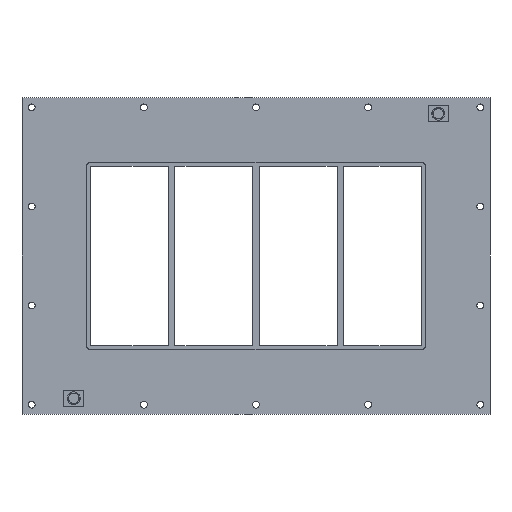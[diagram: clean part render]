
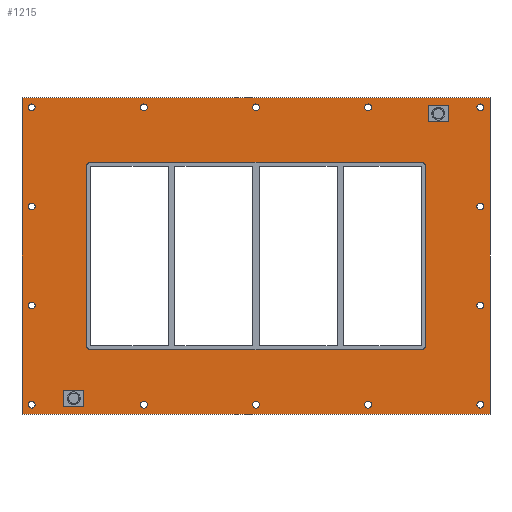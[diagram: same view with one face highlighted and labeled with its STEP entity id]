
A CAD part, front view. The second image highlights one B-rep face of the part: STEP entity #1215.
In plain terms, the highlighted planar face has unit normal (0, -1, 0).
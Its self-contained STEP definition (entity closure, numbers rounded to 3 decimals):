
#84=CARTESIAN_POINT('',(-341.75,0.0,-230.0));
#85=VERTEX_POINT('',#84);
#86=CARTESIAN_POINT('',(-347.,0.0,-230.0));
#87=DIRECTION('',(0.0,1.0,0.0));
#88=DIRECTION('',(1.0,0.0,0.0));
#89=AXIS2_PLACEMENT_3D('',#86,#87,#88);
#90=CIRCLE('',#89,5.25);
#91=EDGE_CURVE('',#85,#85,#90,.T.);
#112=CARTESIAN_POINT('',(352.25,0.0,-76.7));
#113=VERTEX_POINT('',#112);
#114=CARTESIAN_POINT('',(347.,0.0,-76.7));
#115=DIRECTION('',(0.0,1.0,0.0));
#116=DIRECTION('',(1.0,0.0,0.0));
#117=AXIS2_PLACEMENT_3D('',#114,#115,#116);
#118=CIRCLE('',#117,5.25);
#119=EDGE_CURVE('',#113,#113,#118,.T.);
#140=CARTESIAN_POINT('',(-341.75,0.0,-76.7));
#141=VERTEX_POINT('',#140);
#142=CARTESIAN_POINT('',(-347.,0.0,-76.7));
#143=DIRECTION('',(0.0,1.0,0.0));
#144=DIRECTION('',(1.0,0.0,0.0));
#145=AXIS2_PLACEMENT_3D('',#142,#143,#144);
#146=CIRCLE('',#145,5.25);
#147=EDGE_CURVE('',#141,#141,#146,.T.);
#168=CARTESIAN_POINT('',(352.25,0.0,76.6));
#169=VERTEX_POINT('',#168);
#170=CARTESIAN_POINT('',(347.,0.0,76.6));
#171=DIRECTION('',(0.0,1.0,0.0));
#172=DIRECTION('',(1.0,0.0,0.0));
#173=AXIS2_PLACEMENT_3D('',#170,#171,#172);
#174=CIRCLE('',#173,5.25);
#175=EDGE_CURVE('',#169,#169,#174,.T.);
#196=CARTESIAN_POINT('',(-341.75,0.0,76.6));
#197=VERTEX_POINT('',#196);
#198=CARTESIAN_POINT('',(-347.,0.0,76.6));
#199=DIRECTION('',(0.0,1.0,0.0));
#200=DIRECTION('',(1.0,0.0,0.0));
#201=AXIS2_PLACEMENT_3D('',#198,#199,#200);
#202=CIRCLE('',#201,5.25);
#203=EDGE_CURVE('',#197,#197,#202,.T.);
#224=CARTESIAN_POINT('',(-168.25,0.0,229.9));
#225=VERTEX_POINT('',#224);
#226=CARTESIAN_POINT('',(-173.5,0.0,229.9));
#227=DIRECTION('',(0.0,1.0,0.0));
#228=DIRECTION('',(1.0,0.0,0.0));
#229=AXIS2_PLACEMENT_3D('',#226,#227,#228);
#230=CIRCLE('',#229,5.25);
#231=EDGE_CURVE('',#225,#225,#230,.T.);
#252=CARTESIAN_POINT('',(-168.25,0.0,-230.));
#253=VERTEX_POINT('',#252);
#254=CARTESIAN_POINT('',(-173.5,0.0,-230.));
#255=DIRECTION('',(0.0,1.0,0.0));
#256=DIRECTION('',(1.0,0.0,0.0));
#257=AXIS2_PLACEMENT_3D('',#254,#255,#256);
#258=CIRCLE('',#257,5.25);
#259=EDGE_CURVE('',#253,#253,#258,.T.);
#280=CARTESIAN_POINT('',(5.25,0.0,229.9));
#281=VERTEX_POINT('',#280);
#282=CARTESIAN_POINT('',(0.,0.0,229.9));
#283=DIRECTION('',(0.0,1.0,0.0));
#284=DIRECTION('',(1.0,0.0,0.0));
#285=AXIS2_PLACEMENT_3D('',#282,#283,#284);
#286=CIRCLE('',#285,5.25);
#287=EDGE_CURVE('',#281,#281,#286,.T.);
#308=CARTESIAN_POINT('',(5.25,0.0,-230.));
#309=VERTEX_POINT('',#308);
#310=CARTESIAN_POINT('',(0.,0.0,-230.));
#311=DIRECTION('',(0.0,1.0,0.0));
#312=DIRECTION('',(1.0,0.0,0.0));
#313=AXIS2_PLACEMENT_3D('',#310,#311,#312);
#314=CIRCLE('',#313,5.25);
#315=EDGE_CURVE('',#309,#309,#314,.T.);
#336=CARTESIAN_POINT('',(178.75,0.0,229.9));
#337=VERTEX_POINT('',#336);
#338=CARTESIAN_POINT('',(173.5,0.0,229.9));
#339=DIRECTION('',(0.0,1.0,0.0));
#340=DIRECTION('',(1.0,0.0,0.0));
#341=AXIS2_PLACEMENT_3D('',#338,#339,#340);
#342=CIRCLE('',#341,5.25);
#343=EDGE_CURVE('',#337,#337,#342,.T.);
#364=CARTESIAN_POINT('',(178.75,0.0,-230.));
#365=VERTEX_POINT('',#364);
#366=CARTESIAN_POINT('',(173.5,0.0,-230.));
#367=DIRECTION('',(0.0,1.0,0.0));
#368=DIRECTION('',(1.0,0.0,0.0));
#369=AXIS2_PLACEMENT_3D('',#366,#367,#368);
#370=CIRCLE('',#369,5.25);
#371=EDGE_CURVE('',#365,#365,#370,.T.);
#392=CARTESIAN_POINT('',(352.25,0.0,-230.));
#393=VERTEX_POINT('',#392);
#394=CARTESIAN_POINT('',(347.,0.0,-230.));
#395=DIRECTION('',(0.0,1.0,0.0));
#396=DIRECTION('',(1.0,0.0,0.0));
#397=AXIS2_PLACEMENT_3D('',#394,#395,#396);
#398=CIRCLE('',#397,5.25);
#399=EDGE_CURVE('',#393,#393,#398,.T.);
#420=CARTESIAN_POINT('',(-341.75,0.0,229.9));
#421=VERTEX_POINT('',#420);
#422=CARTESIAN_POINT('',(-347.,0.0,229.9));
#423=DIRECTION('',(0.0,1.0,0.0));
#424=DIRECTION('',(1.0,0.0,0.0));
#425=AXIS2_PLACEMENT_3D('',#422,#423,#424);
#426=CIRCLE('',#425,5.25);
#427=EDGE_CURVE('',#421,#421,#426,.T.);
#448=CARTESIAN_POINT('',(352.25,0.0,229.9));
#449=VERTEX_POINT('',#448);
#450=CARTESIAN_POINT('',(347.,0.0,229.9));
#451=DIRECTION('',(0.0,1.0,0.0));
#452=DIRECTION('',(1.0,0.0,0.0));
#453=AXIS2_PLACEMENT_3D('',#450,#451,#452);
#454=CIRCLE('',#453,5.25);
#455=EDGE_CURVE('',#449,#449,#454,.T.);
#1064=CARTESIAN_POINT('',(0.,0.0,0.));
#1065=DIRECTION('',(0.0,1.0,0.0));
#1066=DIRECTION('',(0.0,0.0,1.0));
#1067=AXIS2_PLACEMENT_3D('',#1064,#1065,#1066);
#1068=PLANE('',#1067);
#1069=CARTESIAN_POINT('',(-362.0,0.0,245.0));
#1070=VERTEX_POINT('',#1069);
#1071=CARTESIAN_POINT('',(362.,0.0,245.0));
#1072=VERTEX_POINT('',#1071);
#1073=CARTESIAN_POINT('',(-362.0,0.0,245.0));
#1074=DIRECTION('',(1.0,0.0,0.0));
#1075=VECTOR('',#1074,724.0);
#1076=LINE('',#1073,#1075);
#1077=EDGE_CURVE('',#1070,#1072,#1076,.T.);
#1078=ORIENTED_EDGE('',*,*,#1077,.F.);
#1079=CARTESIAN_POINT('',(-362.0,0.0,-245.));
#1080=VERTEX_POINT('',#1079);
#1081=CARTESIAN_POINT('',(-362.0,0.0,-245.));
#1082=DIRECTION('',(0.0,0.0,1.0));
#1083=VECTOR('',#1082,490.0);
#1084=LINE('',#1081,#1083);
#1085=EDGE_CURVE('',#1080,#1070,#1084,.T.);
#1086=ORIENTED_EDGE('',*,*,#1085,.F.);
#1087=CARTESIAN_POINT('',(362.,0.0,-245.));
#1088=VERTEX_POINT('',#1087);
#1089=CARTESIAN_POINT('',(362.,0.0,-245.));
#1090=DIRECTION('',(-1.0,0.0,0.0));
#1091=VECTOR('',#1090,724.0);
#1092=LINE('',#1089,#1091);
#1093=EDGE_CURVE('',#1088,#1080,#1092,.T.);
#1094=ORIENTED_EDGE('',*,*,#1093,.F.);
#1095=CARTESIAN_POINT('',(362.,0.0,245.0));
#1096=DIRECTION('',(0.0,0.0,-1.0));
#1097=VECTOR('',#1096,490.0);
#1098=LINE('',#1095,#1097);
#1099=EDGE_CURVE('',#1072,#1088,#1098,.T.);
#1100=ORIENTED_EDGE('',*,*,#1099,.F.);
#1101=EDGE_LOOP('',(#1078,#1086,#1094,#1100));
#1102=FACE_OUTER_BOUND('',#1101,.T.);
#1103=ORIENTED_EDGE('',*,*,#91,.T.);
#1104=EDGE_LOOP('',(#1103));
#1105=FACE_BOUND('',#1104,.T.);
#1106=ORIENTED_EDGE('',*,*,#119,.T.);
#1107=EDGE_LOOP('',(#1106));
#1108=FACE_BOUND('',#1107,.T.);
#1109=ORIENTED_EDGE('',*,*,#147,.T.);
#1110=EDGE_LOOP('',(#1109));
#1111=FACE_BOUND('',#1110,.T.);
#1112=ORIENTED_EDGE('',*,*,#175,.T.);
#1113=EDGE_LOOP('',(#1112));
#1114=FACE_BOUND('',#1113,.T.);
#1115=ORIENTED_EDGE('',*,*,#203,.T.);
#1116=EDGE_LOOP('',(#1115));
#1117=FACE_BOUND('',#1116,.T.);
#1118=ORIENTED_EDGE('',*,*,#231,.T.);
#1119=EDGE_LOOP('',(#1118));
#1120=FACE_BOUND('',#1119,.T.);
#1121=ORIENTED_EDGE('',*,*,#259,.T.);
#1122=EDGE_LOOP('',(#1121));
#1123=FACE_BOUND('',#1122,.T.);
#1124=ORIENTED_EDGE('',*,*,#287,.T.);
#1125=EDGE_LOOP('',(#1124));
#1126=FACE_BOUND('',#1125,.T.);
#1127=ORIENTED_EDGE('',*,*,#315,.T.);
#1128=EDGE_LOOP('',(#1127));
#1129=FACE_BOUND('',#1128,.T.);
#1130=ORIENTED_EDGE('',*,*,#343,.T.);
#1131=EDGE_LOOP('',(#1130));
#1132=FACE_BOUND('',#1131,.T.);
#1133=ORIENTED_EDGE('',*,*,#371,.T.);
#1134=EDGE_LOOP('',(#1133));
#1135=FACE_BOUND('',#1134,.T.);
#1136=ORIENTED_EDGE('',*,*,#399,.T.);
#1137=EDGE_LOOP('',(#1136));
#1138=FACE_BOUND('',#1137,.T.);
#1139=ORIENTED_EDGE('',*,*,#427,.T.);
#1140=EDGE_LOOP('',(#1139));
#1141=FACE_BOUND('',#1140,.T.);
#1142=ORIENTED_EDGE('',*,*,#455,.T.);
#1143=EDGE_LOOP('',(#1142));
#1144=FACE_BOUND('',#1143,.T.);
#1145=CARTESIAN_POINT('',(-256.0,0.0,145.0));
#1146=VERTEX_POINT('',#1145);
#1147=CARTESIAN_POINT('',(-262.0,0.0,139.0));
#1148=VERTEX_POINT('',#1147);
#1149=CARTESIAN_POINT('',(-256.0,0.0,139.0));
#1150=DIRECTION('',(0.0,-1.0,0.0));
#1151=DIRECTION('',(-0.707,0.0,0.707));
#1152=AXIS2_PLACEMENT_3D('',#1149,#1150,#1151);
#1153=CIRCLE('',#1152,6.);
#1154=EDGE_CURVE('',#1146,#1148,#1153,.T.);
#1155=ORIENTED_EDGE('',*,*,#1154,.F.);
#1156=CARTESIAN_POINT('',(256.0,0.0,145.0));
#1157=VERTEX_POINT('',#1156);
#1158=CARTESIAN_POINT('',(256.,0.0,145.0));
#1159=DIRECTION('',(-1.0,0.0,0.0));
#1160=VECTOR('',#1159,512.);
#1161=LINE('',#1158,#1160);
#1162=EDGE_CURVE('',#1157,#1146,#1161,.T.);
#1163=ORIENTED_EDGE('',*,*,#1162,.F.);
#1164=CARTESIAN_POINT('',(262.0,0.0,139.0));
#1165=VERTEX_POINT('',#1164);
#1166=CARTESIAN_POINT('',(256.0,0.0,139.0));
#1167=DIRECTION('',(0.0,-1.0,0.0));
#1168=DIRECTION('',(0.707,0.0,0.707));
#1169=AXIS2_PLACEMENT_3D('',#1166,#1167,#1168);
#1170=CIRCLE('',#1169,6.);
#1171=EDGE_CURVE('',#1165,#1157,#1170,.T.);
#1172=ORIENTED_EDGE('',*,*,#1171,.F.);
#1173=CARTESIAN_POINT('',(262.0,0.0,-139.0));
#1174=VERTEX_POINT('',#1173);
#1175=CARTESIAN_POINT('',(262.0,0.0,-139.0));
#1176=DIRECTION('',(0.0,0.0,1.0));
#1177=VECTOR('',#1176,278.0);
#1178=LINE('',#1175,#1177);
#1179=EDGE_CURVE('',#1174,#1165,#1178,.T.);
#1180=ORIENTED_EDGE('',*,*,#1179,.F.);
#1181=CARTESIAN_POINT('',(256.0,0.0,-145.0));
#1182=VERTEX_POINT('',#1181);
#1183=CARTESIAN_POINT('',(256.0,0.0,-139.0));
#1184=DIRECTION('',(0.0,-1.0,0.0));
#1185=DIRECTION('',(0.707,0.0,-0.707));
#1186=AXIS2_PLACEMENT_3D('',#1183,#1184,#1185);
#1187=CIRCLE('',#1186,6.);
#1188=EDGE_CURVE('',#1182,#1174,#1187,.T.);
#1189=ORIENTED_EDGE('',*,*,#1188,.F.);
#1190=CARTESIAN_POINT('',(-256.0,0.0,-145.0));
#1191=VERTEX_POINT('',#1190);
#1192=CARTESIAN_POINT('',(-256.0,0.0,-145.0));
#1193=DIRECTION('',(1.0,0.0,0.0));
#1194=VECTOR('',#1193,512.0);
#1195=LINE('',#1192,#1194);
#1196=EDGE_CURVE('',#1191,#1182,#1195,.T.);
#1197=ORIENTED_EDGE('',*,*,#1196,.F.);
#1198=CARTESIAN_POINT('',(-262.0,0.0,-139.0));
#1199=VERTEX_POINT('',#1198);
#1200=CARTESIAN_POINT('',(-256.0,0.0,-139.0));
#1201=DIRECTION('',(0.0,-1.0,0.0));
#1202=DIRECTION('',(-0.707,0.0,-0.707));
#1203=AXIS2_PLACEMENT_3D('',#1200,#1201,#1202);
#1204=CIRCLE('',#1203,6.);
#1205=EDGE_CURVE('',#1199,#1191,#1204,.T.);
#1206=ORIENTED_EDGE('',*,*,#1205,.F.);
#1207=CARTESIAN_POINT('',(-262.0,0.0,139.0));
#1208=DIRECTION('',(0.0,0.0,-1.0));
#1209=VECTOR('',#1208,278.0);
#1210=LINE('',#1207,#1209);
#1211=EDGE_CURVE('',#1148,#1199,#1210,.T.);
#1212=ORIENTED_EDGE('',*,*,#1211,.F.);
#1213=EDGE_LOOP('',(#1155,#1163,#1172,#1180,#1189,#1197,#1206,#1212));
#1214=FACE_BOUND('',#1213,.T.);
#1215=ADVANCED_FACE('',(#1102,#1105,#1108,#1111,#1114,#1117,#1120,#1123,#1126,#1129,#1132,#1135,#1138,#1141,#1144,#1214),#1068,.F.);
